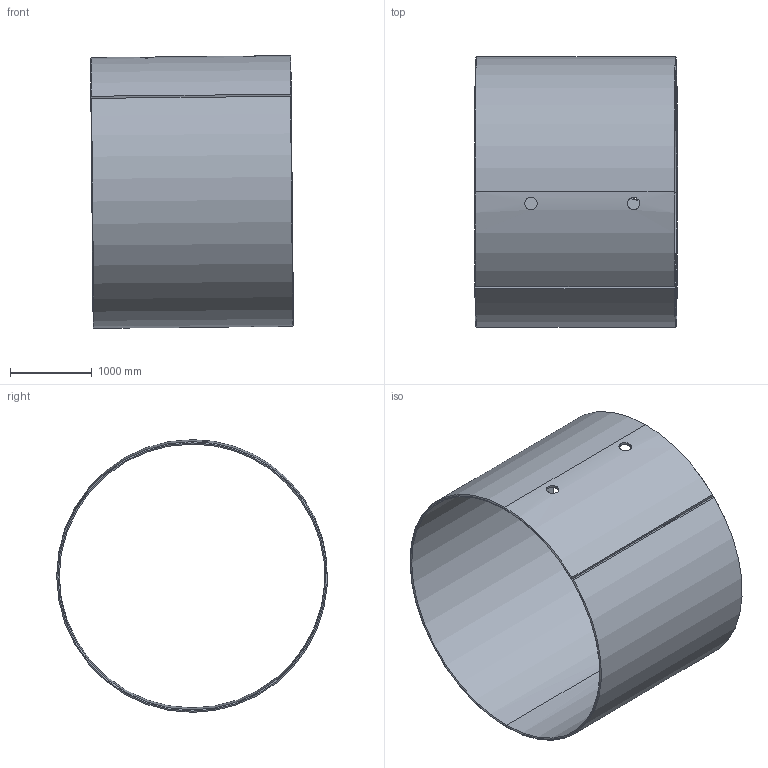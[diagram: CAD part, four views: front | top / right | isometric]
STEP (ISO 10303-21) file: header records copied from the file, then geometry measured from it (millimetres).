
FILE_DESCRIPTION(('CoCreate Modeling STEP Export'),'2;1');
FILE_NAME('s10.stp','2011-05-24T10:36:46',(''),(''),'CoCreate Modeling STEP processor for AP214 (Solid Model)','CoCreate Modeling 18.0P1120 20-Nov-2010 (C) Parametric Technology GmbH','');
FILE_SCHEMA(('AUTOMOTIVE_DESIGN { 1 0 10303 214 1 1 1 1 }'));
Length unit declared in the file: millimetre
Products named in the file (2): 206_SHELL-OA10.PRT
Assembly tree (1 placements, depth 2):
  206_SHELL-OA10.PRT
    206_SHELL-OA10.PRT
Bounding box: 2482.68 x 3306.7 x 3334.16 mm (x, y, z)
Volume: 751478663.4 mm3; surface area: 50847094.2 mm2
Topology: 1 solids, 1 shells, 26 faces, 69 edges, 43 vertices
Faces by surface type: cone 14, cylinder 10, plane 2
Entity records: 1143 total; most frequent: CARTESIAN_POINT 341, ORIENTED_EDGE 138, DIRECTION 95, EDGE_CURVE 69, VERTEX_POINT 43, AXIS2_PLACEMENT_3D 36, EDGE_LOOP 30, FACE_OUTER_BOUND 26
